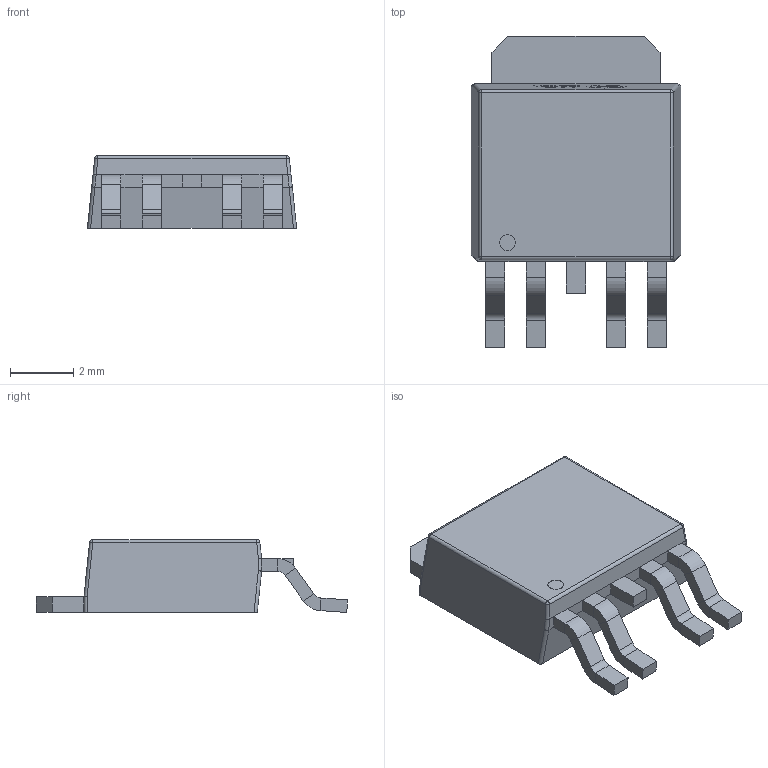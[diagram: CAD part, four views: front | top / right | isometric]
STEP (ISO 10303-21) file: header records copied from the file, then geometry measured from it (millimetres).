
FILE_DESCRIPTION (( 'STEP AP214' ), '1' );
FILE_NAME ('TO-252-4-4P_L6.6-W5.6-H2.3-LS9.8-P1.27.step', '2022-08-01T12:59:59', ( '' ), ( '' ), 'SwSTEP 2.0', 'SolidWorks 2020', '' );
FILE_SCHEMA (( 'AUTOMOTIVE_DESIGN' ));
Length unit declared in the file: millimetre
Products named in the file (1): TO-252-4-4P_L6.6-W5.6-H2.3-LS9.8-P1.27
Bounding box: 6.6 x 9.81 x 2.3 mm (x, y, z)
Volume: 87.3 mm3; surface area: 167.1 mm2
Topology: 1 solids, 1 shells, 357 faces, 916 edges, 582 vertices
Faces by surface type: plane 223, bspline 98, cylinder 32, sphere 4
Entity records: 15103 total; most frequent: CARTESIAN_POINT 3210, ORIENTED_EDGE 1832, DIRECTION 1268, EDGE_CURVE 916, VECTOR 652, LINE 652, VERTEX_POINT 582, EDGE_LOOP 378
